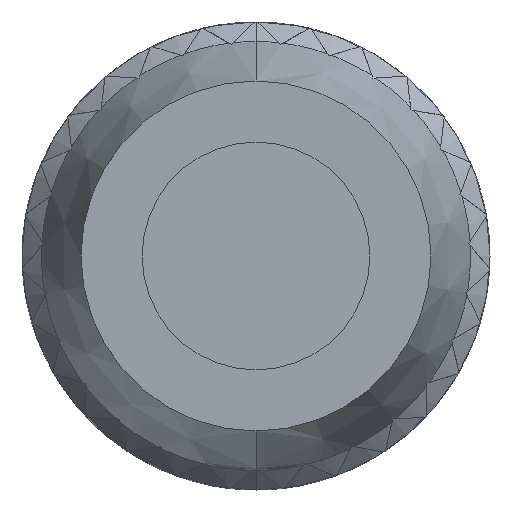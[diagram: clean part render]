
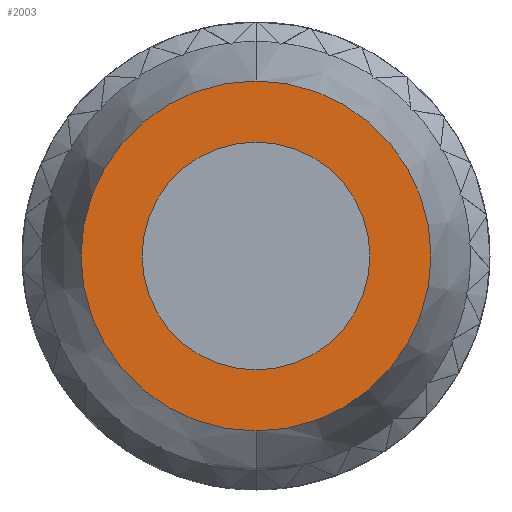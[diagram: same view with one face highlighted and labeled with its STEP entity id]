
A CAD part, front view. The second image highlights one B-rep face of the part: STEP entity #2003.
In plain terms, the highlighted planar face has unit normal (0, -1, 0).
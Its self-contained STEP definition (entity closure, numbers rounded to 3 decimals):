
#107 = CARTESIAN_POINT ( 'NONE',  ( 0., -40.8, 0. ) ) ;
#1092 = DIRECTION ( 'NONE',  ( 0., -1., 0. ) ) ;
#1315 = DIRECTION ( 'NONE',  ( 0., 0., 1. ) ) ;
#1432 = DIRECTION ( 'NONE',  ( 0., 1., 0. ) ) ;
#1472 = AXIS2_PLACEMENT_3D ( 'NONE', #107, #8642, #1315 ) ;
#1513 = EDGE_CURVE ( 'NONE', #2097, #5771, #5127, .T. ) ;
#2003 = ADVANCED_FACE ( 'NONE', ( #5937, #15276 ), #2738, .F. ) ;
#2097 = VERTEX_POINT ( 'NONE', #12616 ) ;
#2593 = EDGE_CURVE ( 'NONE', #5771, #2097, #4963, .T. ) ;
#2738 = PLANE ( 'NONE',  #5685 ) ;
#4127 = ORIENTED_EDGE ( 'NONE', *, *, #1513, .F. ) ;
#4963 = CIRCLE ( 'NONE', #7515, 2.8 ) ;
#5123 = DIRECTION ( 'NONE',  ( 0., 1., 0. ) ) ;
#5127 = CIRCLE ( 'NONE', #6300, 2.8 ) ;
#5381 = EDGE_LOOP ( 'NONE', ( #9429, #9363 ) ) ;
#5630 = CARTESIAN_POINT ( 'NONE',  ( 0., -40.8, 0. ) ) ;
#5685 = AXIS2_PLACEMENT_3D ( 'NONE', #8814, #5123, #11275 ) ;
#5771 = VERTEX_POINT ( 'NONE', #9400 ) ;
#5792 = ORIENTED_EDGE ( 'NONE', *, *, #2593, .F. ) ;
#5937 = FACE_OUTER_BOUND ( 'NONE', #5381, .T. ) ;
#6300 = AXIS2_PLACEMENT_3D ( 'NONE', #5630, #14157, #6850 ) ;
#6811 = CARTESIAN_POINT ( 'NONE',  ( 0., -40.8, 4.3 ) ) ;
#6850 = DIRECTION ( 'NONE',  ( 0., 0., -1. ) ) ;
#7515 = AXIS2_PLACEMENT_3D ( 'NONE', #8400, #1092, #9658 ) ;
#8025 = CIRCLE ( 'NONE', #9884, 4.3 ) ;
#8176 = EDGE_CURVE ( 'NONE', #8787, #12471, #10789, .T. ) ;
#8400 = CARTESIAN_POINT ( 'NONE',  ( 0., -40.8, 0. ) ) ;
#8642 = DIRECTION ( 'NONE',  ( 0., 1., 0. ) ) ;
#8767 = CARTESIAN_POINT ( 'NONE',  ( 0., -40.8, 0. ) ) ;
#8787 = VERTEX_POINT ( 'NONE', #11652 ) ;
#8814 = CARTESIAN_POINT ( 'NONE',  ( 0., -40.8, 0. ) ) ;
#8991 = EDGE_LOOP ( 'NONE', ( #4127, #5792 ) ) ;
#9363 = ORIENTED_EDGE ( 'NONE', *, *, #8176, .F. ) ;
#9400 = CARTESIAN_POINT ( 'NONE',  ( 0., -40.8, 2.8 ) ) ;
#9429 = ORIENTED_EDGE ( 'NONE', *, *, #13226, .F. ) ;
#9658 = DIRECTION ( 'NONE',  ( 0., 0., -1. ) ) ;
#9884 = AXIS2_PLACEMENT_3D ( 'NONE', #8767, #1432, #10010 ) ;
#10010 = DIRECTION ( 'NONE',  ( 0., 0., 1. ) ) ;
#10789 = CIRCLE ( 'NONE', #1472, 4.3 ) ;
#11275 = DIRECTION ( 'NONE',  ( 0., 0., 1. ) ) ;
#11652 = CARTESIAN_POINT ( 'NONE',  ( 0., -40.8, -4.3 ) ) ;
#12471 = VERTEX_POINT ( 'NONE', #6811 ) ;
#12616 = CARTESIAN_POINT ( 'NONE',  ( 0., -40.8, -2.8 ) ) ;
#13226 = EDGE_CURVE ( 'NONE', #12471, #8787, #8025, .T. ) ;
#14157 = DIRECTION ( 'NONE',  ( 0., -1., 0. ) ) ;
#15276 = FACE_BOUND ( 'NONE', #8991, .T. ) ;
